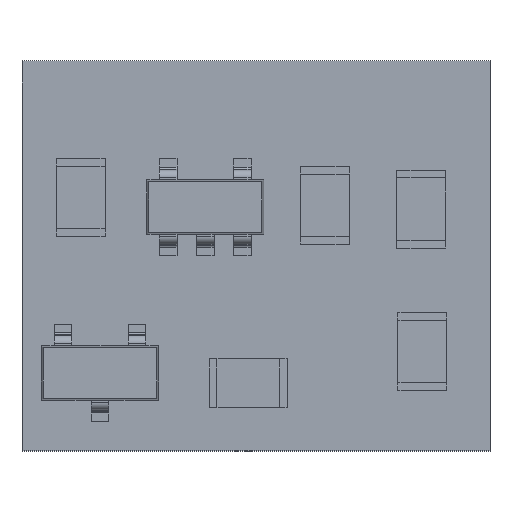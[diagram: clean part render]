
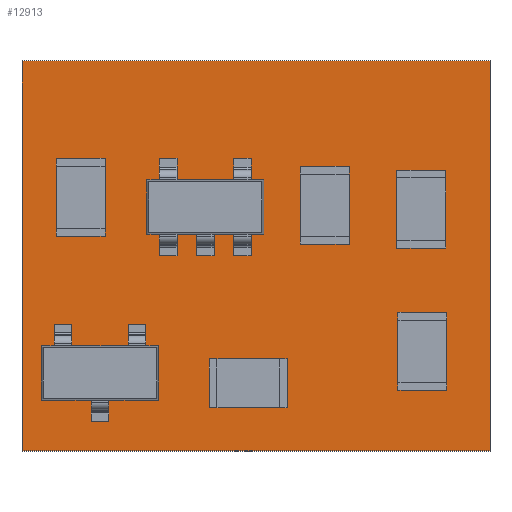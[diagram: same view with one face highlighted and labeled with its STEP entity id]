
A CAD part, top view. The second image highlights one B-rep face of the part: STEP entity #12913.
In plain terms, the highlighted planar face has unit normal (0, 0, 1).
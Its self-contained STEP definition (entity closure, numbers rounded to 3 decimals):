
#12599 = VERTEX_POINT('',#12600);
#12600 = CARTESIAN_POINT('',(113.5,-68.,1.6));
#12607 = PLANE('',#12608);
#12608 = AXIS2_PLACEMENT_3D('',#12609,#12610,#12611);
#12609 = CARTESIAN_POINT('',(113.5,-68.,0.));
#12610 = DIRECTION('',(0.,1.,0.));
#12611 = DIRECTION('',(1.,0.,0.));
#12619 = PLANE('',#12620);
#12620 = AXIS2_PLACEMENT_3D('',#12621,#12622,#12623);
#12621 = CARTESIAN_POINT('',(113.5,-78.,0.));
#12622 = DIRECTION('',(-1.,0.,0.));
#12623 = DIRECTION('',(0.,1.,0.));
#12631 = EDGE_CURVE('',#12599,#12632,#12634,.T.);
#12632 = VERTEX_POINT('',#12633);
#12633 = CARTESIAN_POINT('',(125.5,-68.,1.6));
#12634 = SURFACE_CURVE('',#12635,(#12639,#12646),.PCURVE_S1.);
#12635 = LINE('',#12636,#12637);
#12636 = CARTESIAN_POINT('',(113.5,-68.,1.6));
#12637 = VECTOR('',#12638,1.);
#12638 = DIRECTION('',(1.,0.,0.));
#12639 = PCURVE('',#12607,#12640);
#12640 = DEFINITIONAL_REPRESENTATION('',(#12641),#12645);
#12641 = LINE('',#12642,#12643);
#12642 = CARTESIAN_POINT('',(0.,-1.6));
#12643 = VECTOR('',#12644,1.);
#12644 = DIRECTION('',(1.,0.));
#12645 = ( GEOMETRIC_REPRESENTATION_CONTEXT(2) 
PARAMETRIC_REPRESENTATION_CONTEXT() REPRESENTATION_CONTEXT('2D SPACE',''
  ) );
#12646 = PCURVE('',#12647,#12652);
#12647 = PLANE('',#12648);
#12648 = AXIS2_PLACEMENT_3D('',#12649,#12650,#12651);
#12649 = CARTESIAN_POINT('',(119.5,-73.,1.6));
#12650 = DIRECTION('',(-0.,-0.,-1.));
#12651 = DIRECTION('',(-1.,0.,0.));
#12652 = DEFINITIONAL_REPRESENTATION('',(#12653),#12657);
#12653 = LINE('',#12654,#12655);
#12654 = CARTESIAN_POINT('',(6.,5.));
#12655 = VECTOR('',#12656,1.);
#12656 = DIRECTION('',(-1.,0.));
#12657 = ( GEOMETRIC_REPRESENTATION_CONTEXT(2) 
PARAMETRIC_REPRESENTATION_CONTEXT() REPRESENTATION_CONTEXT('2D SPACE',''
  ) );
#12675 = PLANE('',#12676);
#12676 = AXIS2_PLACEMENT_3D('',#12677,#12678,#12679);
#12677 = CARTESIAN_POINT('',(125.5,-68.,0.));
#12678 = DIRECTION('',(1.,0.,-0.));
#12679 = DIRECTION('',(0.,-1.,0.));
#12717 = EDGE_CURVE('',#12632,#12718,#12720,.T.);
#12718 = VERTEX_POINT('',#12719);
#12719 = CARTESIAN_POINT('',(125.5,-78.,1.6));
#12720 = SURFACE_CURVE('',#12721,(#12725,#12732),.PCURVE_S1.);
#12721 = LINE('',#12722,#12723);
#12722 = CARTESIAN_POINT('',(125.5,-68.,1.6));
#12723 = VECTOR('',#12724,1.);
#12724 = DIRECTION('',(0.,-1.,0.));
#12725 = PCURVE('',#12675,#12726);
#12726 = DEFINITIONAL_REPRESENTATION('',(#12727),#12731);
#12727 = LINE('',#12728,#12729);
#12728 = CARTESIAN_POINT('',(0.,-1.6));
#12729 = VECTOR('',#12730,1.);
#12730 = DIRECTION('',(1.,0.));
#12731 = ( GEOMETRIC_REPRESENTATION_CONTEXT(2) 
PARAMETRIC_REPRESENTATION_CONTEXT() REPRESENTATION_CONTEXT('2D SPACE',''
  ) );
#12732 = PCURVE('',#12647,#12733);
#12733 = DEFINITIONAL_REPRESENTATION('',(#12734),#12738);
#12734 = LINE('',#12735,#12736);
#12735 = CARTESIAN_POINT('',(-6.,5.));
#12736 = VECTOR('',#12737,1.);
#12737 = DIRECTION('',(0.,-1.));
#12738 = ( GEOMETRIC_REPRESENTATION_CONTEXT(2) 
PARAMETRIC_REPRESENTATION_CONTEXT() REPRESENTATION_CONTEXT('2D SPACE',''
  ) );
#12756 = PLANE('',#12757);
#12757 = AXIS2_PLACEMENT_3D('',#12758,#12759,#12760);
#12758 = CARTESIAN_POINT('',(125.5,-78.,0.));
#12759 = DIRECTION('',(0.,-1.,0.));
#12760 = DIRECTION('',(-1.,0.,0.));
#12793 = EDGE_CURVE('',#12718,#12794,#12796,.T.);
#12794 = VERTEX_POINT('',#12795);
#12795 = CARTESIAN_POINT('',(113.5,-78.,1.6));
#12796 = SURFACE_CURVE('',#12797,(#12801,#12808),.PCURVE_S1.);
#12797 = LINE('',#12798,#12799);
#12798 = CARTESIAN_POINT('',(125.5,-78.,1.6));
#12799 = VECTOR('',#12800,1.);
#12800 = DIRECTION('',(-1.,0.,0.));
#12801 = PCURVE('',#12756,#12802);
#12802 = DEFINITIONAL_REPRESENTATION('',(#12803),#12807);
#12803 = LINE('',#12804,#12805);
#12804 = CARTESIAN_POINT('',(0.,-1.6));
#12805 = VECTOR('',#12806,1.);
#12806 = DIRECTION('',(1.,0.));
#12807 = ( GEOMETRIC_REPRESENTATION_CONTEXT(2) 
PARAMETRIC_REPRESENTATION_CONTEXT() REPRESENTATION_CONTEXT('2D SPACE',''
  ) );
#12808 = PCURVE('',#12647,#12809);
#12809 = DEFINITIONAL_REPRESENTATION('',(#12810),#12814);
#12810 = LINE('',#12811,#12812);
#12811 = CARTESIAN_POINT('',(-6.,-5.));
#12812 = VECTOR('',#12813,1.);
#12813 = DIRECTION('',(1.,0.));
#12814 = ( GEOMETRIC_REPRESENTATION_CONTEXT(2) 
PARAMETRIC_REPRESENTATION_CONTEXT() REPRESENTATION_CONTEXT('2D SPACE',''
  ) );
#12864 = EDGE_CURVE('',#12794,#12599,#12865,.T.);
#12865 = SURFACE_CURVE('',#12866,(#12870,#12877),.PCURVE_S1.);
#12866 = LINE('',#12867,#12868);
#12867 = CARTESIAN_POINT('',(113.5,-78.,1.6));
#12868 = VECTOR('',#12869,1.);
#12869 = DIRECTION('',(0.,1.,0.));
#12870 = PCURVE('',#12619,#12871);
#12871 = DEFINITIONAL_REPRESENTATION('',(#12872),#12876);
#12872 = LINE('',#12873,#12874);
#12873 = CARTESIAN_POINT('',(0.,-1.6));
#12874 = VECTOR('',#12875,1.);
#12875 = DIRECTION('',(1.,0.));
#12876 = ( GEOMETRIC_REPRESENTATION_CONTEXT(2) 
PARAMETRIC_REPRESENTATION_CONTEXT() REPRESENTATION_CONTEXT('2D SPACE',''
  ) );
#12877 = PCURVE('',#12647,#12878);
#12878 = DEFINITIONAL_REPRESENTATION('',(#12879),#12883);
#12879 = LINE('',#12880,#12881);
#12880 = CARTESIAN_POINT('',(6.,-5.));
#12881 = VECTOR('',#12882,1.);
#12882 = DIRECTION('',(0.,1.));
#12883 = ( GEOMETRIC_REPRESENTATION_CONTEXT(2) 
PARAMETRIC_REPRESENTATION_CONTEXT() REPRESENTATION_CONTEXT('2D SPACE',''
  ) );
#12913 = ADVANCED_FACE('',(#12914),#12647,.F.);
#12914 = FACE_BOUND('',#12915,.F.);
#12915 = EDGE_LOOP('',(#12916,#12917,#12918,#12919));
#12916 = ORIENTED_EDGE('',*,*,#12631,.T.);
#12917 = ORIENTED_EDGE('',*,*,#12717,.T.);
#12918 = ORIENTED_EDGE('',*,*,#12793,.T.);
#12919 = ORIENTED_EDGE('',*,*,#12864,.T.);
